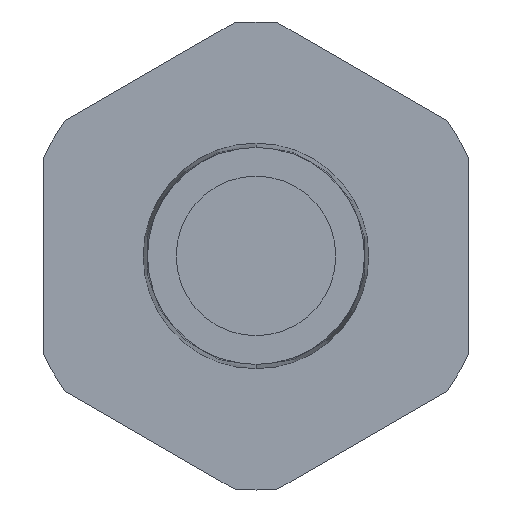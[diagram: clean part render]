
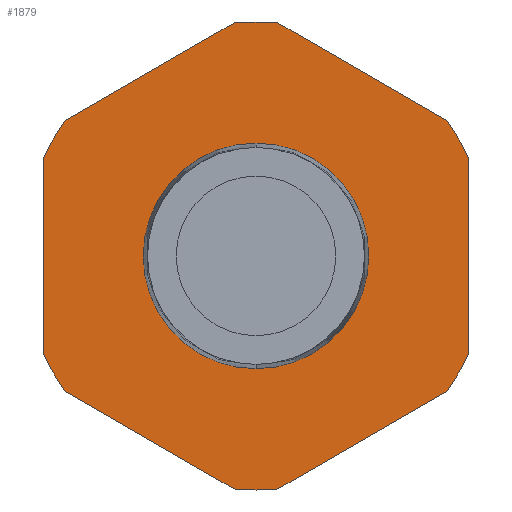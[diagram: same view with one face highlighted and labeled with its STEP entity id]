
A CAD part, front view. The second image highlights one B-rep face of the part: STEP entity #1879.
In plain terms, the highlighted planar face has unit normal (0, -1, 0).
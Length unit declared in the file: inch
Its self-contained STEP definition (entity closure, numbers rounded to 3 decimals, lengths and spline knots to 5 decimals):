
#10 = DIRECTION ( 'NONE',  ( 0., -1., 0. ) ) ;
#51 = CARTESIAN_POINT ( 'NONE',  ( 0.10314, 0., -1.09515 ) ) ;
#80 = VERTEX_POINT ( 'NONE', #1777 ) ;
#99 = DIRECTION ( 'NONE',  ( 0., -1., 0. ) ) ;
#304 = VECTOR ( 'NONE', #2330, 39.37008 ) ;
#308 = ORIENTED_EDGE ( 'NONE', *, *, #537, .T. ) ;
#335 = ORIENTED_EDGE ( 'NONE', *, *, #1804, .F. ) ;
#426 = AXIS2_PLACEMENT_3D ( 'NONE', #3171, #3801, #1930 ) ;
#456 = CARTESIAN_POINT ( 'NONE',  ( 0., 0., 0. ) ) ;
#467 = EDGE_CURVE ( 'NONE', #2189, #2316, #3943, .T. ) ;
#528 = ORIENTED_EDGE ( 'NONE', *, *, #1303, .F. ) ;
#537 = EDGE_CURVE ( 'NONE', #2769, #80, #3016, .T. ) ;
#629 = CARTESIAN_POINT ( 'NONE',  ( 0., 0., 0. ) ) ;
#664 = PLANE ( 'NONE',  #426 ) ;
#684 = ORIENTED_EDGE ( 'NONE', *, *, #2082, .T. ) ;
#707 = CARTESIAN_POINT ( 'NONE',  ( 0., 0., -1.1547 ) ) ;
#724 = DIRECTION ( 'NONE',  ( 0., -1., 0. ) ) ;
#733 = CIRCLE ( 'NONE', #3514, 0.53 ) ;
#756 = DIRECTION ( 'NONE',  ( 0., 0., -1. ) ) ;
#768 = ORIENTED_EDGE ( 'NONE', *, *, #467, .T. ) ;
#824 = CARTESIAN_POINT ( 'NONE',  ( 0., 0., 0. ) ) ;
#863 = VERTEX_POINT ( 'NONE', #982 ) ;
#893 = EDGE_CURVE ( 'NONE', #1431, #1160, #3684, .T. ) ;
#939 = DIRECTION ( 'NONE',  ( 0., 0., -1. ) ) ;
#943 = DIRECTION ( 'NONE',  ( 0., 0., -1. ) ) ;
#959 = CARTESIAN_POINT ( 'NONE',  ( 1., 0., -0.57735 ) ) ;
#982 = CARTESIAN_POINT ( 'NONE',  ( 0.89686, 0., -0.6369 ) ) ;
#1105 = EDGE_CURVE ( 'NONE', #1160, #2476, #2450, .T. ) ;
#1106 = CARTESIAN_POINT ( 'NONE',  ( -1., 0., -0.57735 ) ) ;
#1139 = EDGE_CURVE ( 'NONE', #3804, #2618, #2994, .T. ) ;
#1141 = DIRECTION ( 'NONE',  ( 0., 0., -1. ) ) ;
#1157 = EDGE_LOOP ( 'NONE', ( #335, #1330 ) ) ;
#1160 = VERTEX_POINT ( 'NONE', #2211 ) ;
#1161 = DIRECTION ( 'NONE',  ( 0., -1., 0. ) ) ;
#1180 = DIRECTION ( 'NONE',  ( 0.866, 0., -0.5 ) ) ;
#1211 = ORIENTED_EDGE ( 'NONE', *, *, #2419, .F. ) ;
#1233 = CARTESIAN_POINT ( 'NONE',  ( 0., 0., 0. ) ) ;
#1274 = VECTOR ( 'NONE', #1434, 39.37008 ) ;
#1303 = EDGE_CURVE ( 'NONE', #1715, #80, #2066, .T. ) ;
#1330 = ORIENTED_EDGE ( 'NONE', *, *, #1513, .F. ) ;
#1361 = AXIS2_PLACEMENT_3D ( 'NONE', #3037, #1161, #3352 ) ;
#1387 = CARTESIAN_POINT ( 'NONE',  ( -1., 0., 0.57735 ) ) ;
#1402 = ORIENTED_EDGE ( 'NONE', *, *, #3636, .T. ) ;
#1417 = CARTESIAN_POINT ( 'NONE',  ( 0., 0., 0. ) ) ;
#1431 = VERTEX_POINT ( 'NONE', #2215 ) ;
#1434 = DIRECTION ( 'NONE',  ( 0., 0., 1. ) ) ;
#1470 = CIRCLE ( 'NONE', #3886, 1.1 ) ;
#1474 = CARTESIAN_POINT ( 'NONE',  ( 0.89686, 0., 0.6369 ) ) ;
#1488 = AXIS2_PLACEMENT_3D ( 'NONE', #456, #2634, #756 ) ;
#1495 = CARTESIAN_POINT ( 'NONE',  ( 0., 0., 1.1547 ) ) ;
#1513 = EDGE_CURVE ( 'NONE', #3522, #1946, #733, .T. ) ;
#1547 = DIRECTION ( 'NONE',  ( 0., 0., -1. ) ) ;
#1624 = FACE_OUTER_BOUND ( 'NONE', #3896, .T. ) ;
#1668 = EDGE_CURVE ( 'NONE', #2189, #2271, #2935, .T. ) ;
#1683 = CIRCLE ( 'NONE', #2312, 1.1 ) ;
#1715 = VERTEX_POINT ( 'NONE', #3002 ) ;
#1720 = CIRCLE ( 'NONE', #3228, 0.53 ) ;
#1732 = VECTOR ( 'NONE', #2889, 39.37008 ) ;
#1733 = DIRECTION ( 'NONE',  ( 0., 0., -1. ) ) ;
#1777 = CARTESIAN_POINT ( 'NONE',  ( -0.10314, 0., 1.09515 ) ) ;
#1782 = VECTOR ( 'NONE', #1180, 39.37008 ) ;
#1804 = EDGE_CURVE ( 'NONE', #1946, #3522, #1720, .T. ) ;
#1867 = CARTESIAN_POINT ( 'NONE',  ( 0., 0., 0. ) ) ;
#1879 = ADVANCED_FACE ( 'NONE', ( #3284, #1624 ), #664, .F. ) ;
#1895 = ORIENTED_EDGE ( 'NONE', *, *, #1105, .T. ) ;
#1904 = ORIENTED_EDGE ( 'NONE', *, *, #2837, .T. ) ;
#1929 = VECTOR ( 'NONE', #2848, 39.37008 ) ;
#1930 = DIRECTION ( 'NONE',  ( 0., 0., 1. ) ) ;
#1946 = VERTEX_POINT ( 'NONE', #3529 ) ;
#1958 = CARTESIAN_POINT ( 'NONE',  ( 0., 0., 0. ) ) ;
#2032 = CARTESIAN_POINT ( 'NONE',  ( 1., 0., -0.45826 ) ) ;
#2066 = LINE ( 'NONE', #1387, #304 ) ;
#2082 = EDGE_CURVE ( 'NONE', #3804, #2151, #1683, .T. ) ;
#2138 = ORIENTED_EDGE ( 'NONE', *, *, #1139, .F. ) ;
#2151 = VERTEX_POINT ( 'NONE', #1474 ) ;
#2168 = EDGE_CURVE ( 'NONE', #2769, #2151, #2324, .T. ) ;
#2181 = DIRECTION ( 'NONE',  ( 0., 0., -1. ) ) ;
#2183 = CARTESIAN_POINT ( 'NONE',  ( -1., 0., 0.45826 ) ) ;
#2189 = VERTEX_POINT ( 'NONE', #2752 ) ;
#2211 = CARTESIAN_POINT ( 'NONE',  ( 0., 0., -1.1 ) ) ;
#2215 = CARTESIAN_POINT ( 'NONE',  ( -0.10314, 0., -1.09515 ) ) ;
#2271 = VERTEX_POINT ( 'NONE', #2183 ) ;
#2274 = DIRECTION ( 'NONE',  ( 0., 0., -1. ) ) ;
#2312 = AXIS2_PLACEMENT_3D ( 'NONE', #824, #3018, #1141 ) ;
#2316 = VERTEX_POINT ( 'NONE', #2831 ) ;
#2324 = LINE ( 'NONE', #1495, #1782 ) ;
#2330 = DIRECTION ( 'NONE',  ( 0.866, 0., 0.5 ) ) ;
#2353 = EDGE_CURVE ( 'NONE', #863, #2476, #3592, .T. ) ;
#2365 = VECTOR ( 'NONE', #943, 39.37008 ) ;
#2404 = ORIENTED_EDGE ( 'NONE', *, *, #893, .T. ) ;
#2419 = EDGE_CURVE ( 'NONE', #1431, #2316, #2558, .T. ) ;
#2450 = CIRCLE ( 'NONE', #2952, 1.1 ) ;
#2476 = VERTEX_POINT ( 'NONE', #51 ) ;
#2558 = LINE ( 'NONE', #707, #1732 ) ;
#2596 = CARTESIAN_POINT ( 'NONE',  ( 0., 0., 0. ) ) ;
#2618 = VERTEX_POINT ( 'NONE', #2032 ) ;
#2634 = DIRECTION ( 'NONE',  ( 0., -1., 0. ) ) ;
#2752 = CARTESIAN_POINT ( 'NONE',  ( -1., 0., -0.45826 ) ) ;
#2769 = VERTEX_POINT ( 'NONE', #3710 ) ;
#2772 = AXIS2_PLACEMENT_3D ( 'NONE', #629, #2808, #939 ) ;
#2808 = DIRECTION ( 'NONE',  ( 0., -1., 0. ) ) ;
#2813 = CARTESIAN_POINT ( 'NONE',  ( 1., 0., 0.57735 ) ) ;
#2831 = CARTESIAN_POINT ( 'NONE',  ( -0.89686, 0., -0.6369 ) ) ;
#2837 = EDGE_CURVE ( 'NONE', #1715, #2271, #3440, .T. ) ;
#2848 = DIRECTION ( 'NONE',  ( -0.866, 0., -0.5 ) ) ;
#2855 = CARTESIAN_POINT ( 'NONE',  ( 0., 0., 0.53 ) ) ;
#2889 = DIRECTION ( 'NONE',  ( -0.866, 0., 0.5 ) ) ;
#2892 = ORIENTED_EDGE ( 'NONE', *, *, #1668, .F. ) ;
#2910 = DIRECTION ( 'NONE',  ( 0., 0., -1. ) ) ;
#2935 = LINE ( 'NONE', #1106, #1274 ) ;
#2952 = AXIS2_PLACEMENT_3D ( 'NONE', #1867, #10, #2181 ) ;
#2994 = LINE ( 'NONE', #2813, #2365 ) ;
#3002 = CARTESIAN_POINT ( 'NONE',  ( -0.89686, 0., 0.6369 ) ) ;
#3009 = CARTESIAN_POINT ( 'NONE',  ( 1., 0., 0.45826 ) ) ;
#3016 = CIRCLE ( 'NONE', #1361, 1.1 ) ;
#3018 = DIRECTION ( 'NONE',  ( 0., -1., 0. ) ) ;
#3037 = CARTESIAN_POINT ( 'NONE',  ( 0., 0., 0. ) ) ;
#3171 = CARTESIAN_POINT ( 'NONE',  ( 0., 0., 0. ) ) ;
#3228 = AXIS2_PLACEMENT_3D ( 'NONE', #1233, #3422, #1547 ) ;
#3284 = FACE_BOUND ( 'NONE', #1157, .T. ) ;
#3315 = ORIENTED_EDGE ( 'NONE', *, *, #2168, .F. ) ;
#3352 = DIRECTION ( 'NONE',  ( 0., 0., -1. ) ) ;
#3422 = DIRECTION ( 'NONE',  ( 0., -1., 0. ) ) ;
#3440 = CIRCLE ( 'NONE', #2772, 1.1 ) ;
#3514 = AXIS2_PLACEMENT_3D ( 'NONE', #1958, #99, #2274 ) ;
#3522 = VERTEX_POINT ( 'NONE', #2855 ) ;
#3529 = CARTESIAN_POINT ( 'NONE',  ( 0., 0., -0.53 ) ) ;
#3592 = LINE ( 'NONE', #959, #1929 ) ;
#3604 = DIRECTION ( 'NONE',  ( 0., -1., 0. ) ) ;
#3636 = EDGE_CURVE ( 'NONE', #863, #2618, #1470, .T. ) ;
#3669 = ORIENTED_EDGE ( 'NONE', *, *, #2353, .F. ) ;
#3684 = CIRCLE ( 'NONE', #1488, 1.1 ) ;
#3710 = CARTESIAN_POINT ( 'NONE',  ( 0.10314, 0., 1.09515 ) ) ;
#3747 = AXIS2_PLACEMENT_3D ( 'NONE', #1417, #3604, #1733 ) ;
#3801 = DIRECTION ( 'NONE',  ( 0., 1., 0. ) ) ;
#3804 = VERTEX_POINT ( 'NONE', #3009 ) ;
#3886 = AXIS2_PLACEMENT_3D ( 'NONE', #2596, #724, #2910 ) ;
#3896 = EDGE_LOOP ( 'NONE', ( #768, #1211, #2404, #1895, #3669, #1402, #2138, #684, #3315, #308, #528, #1904, #2892 ) ) ;
#3943 = CIRCLE ( 'NONE', #3747, 1.1 ) ;
